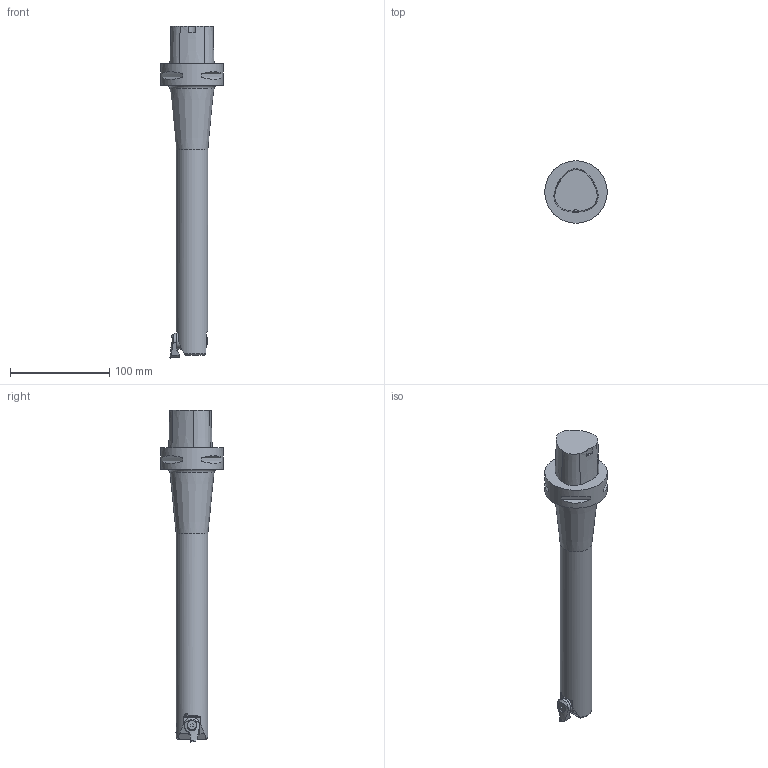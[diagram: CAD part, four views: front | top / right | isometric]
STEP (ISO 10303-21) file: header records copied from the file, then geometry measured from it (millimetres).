
FILE_DESCRIPTION(/* description */ (''),/* implementation_level */ '2;1');
FILE_NAME(/* name */ '1549449495150.stp',/* time_stamp */ '2019-02-06T11:38:32+01:00',/* author */ (''),/* organization */ ('SMS'),/* preprocessor_version */ 'ST-DEVELOPER v15',/* originating_system */ 'SIEMENS PLM Software NX 8.5',/* authorisation */ '');
FILE_SCHEMA (('AUTOMOTIVE_DESIGN { 1 0 10303 214 3 1 1 1 }'));
Length unit declared in the file: millimetre
Products named in the file (7): IsoTurningInsert; ASSEMBLY_CONSTRUCTION; 202057822mod000_00; 202043566mod000_00; 111168803mod000_01; 202060883mod000_00
Assembly tree (6 placements, depth 3):
  202060883mod000_00
    ASSEMBLY_CONSTRUCTION
    202043566mod000_00
    111168803mod000_01
      202057822mod000_00
      ASSEMBLY_CONSTRUCTION
      IsoTurningInsert
Bounding box: 63 x 63 x 335 mm (x, y, z)
Volume: 364555.9 mm3; surface area: 44801.2 mm2
Topology: 3 solids, 3 shells, 354 faces, 1003 edges, 680 vertices
Faces by surface type: plane 294, cylinder 25, cone 24, torus 7, extrusion 3, sphere 1
Full cylindrical faces by diameter (mm): 1.6 x1, 2.1 x1, 2.5 x2, 3.52 x1, 3.6 x1, 6.029 x1, 6.5 x1, 9.2 x1, 16 x1, 32 x1, 63 x1
Entity records: 12297 total; most frequent: CARTESIAN_POINT 3335, ORIENTED_EDGE 1898, DIRECTION 1636, EDGE_CURVE 949, VERTEX_POINT 647, VECTOR 586, LINE 583, AXIS2_PLACEMENT_3D 525
